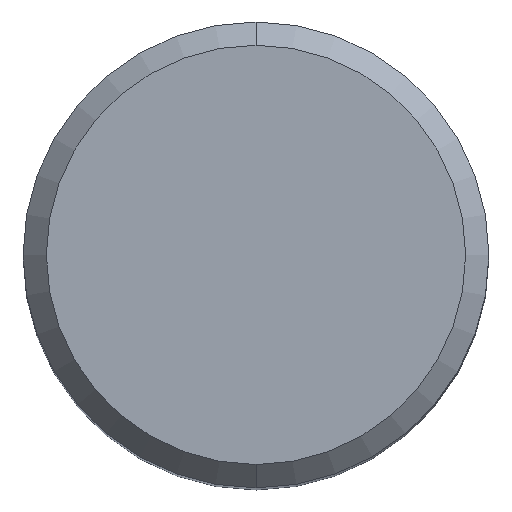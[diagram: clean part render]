
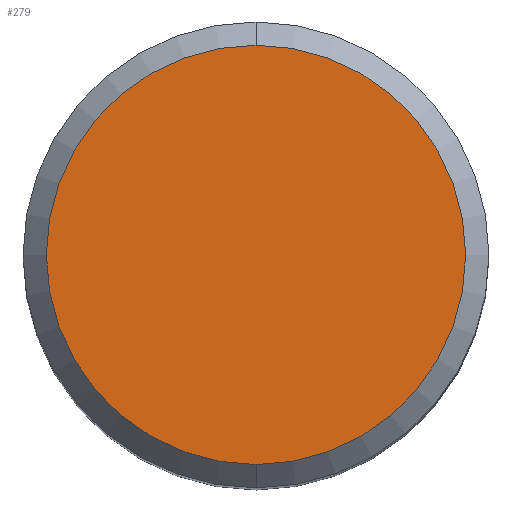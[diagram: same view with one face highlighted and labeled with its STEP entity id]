
A CAD part, top view. The second image highlights one B-rep face of the part: STEP entity #279.
In plain terms, the highlighted planar face has unit normal (0, 0, 1).
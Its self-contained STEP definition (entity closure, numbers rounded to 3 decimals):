
#227=EDGE_CURVE('',#253,#307,#532,.T.);
#237=EDGE_CURVE('',#307,#253,#542,.T.);
#253=VERTEX_POINT('',#560);
#279=ADVANCED_FACE('',(#587),#588,.T.);
#307=VERTEX_POINT('',#617);
#532=CIRCLE('',#895,7.2);
#542=CIRCLE('',#920,7.2);
#560=CARTESIAN_POINT('',(0.0,7.2,0.));
#587=FACE_OUTER_BOUND('',#1031,.T.);
#588=PLANE('',#1032);
#617=CARTESIAN_POINT('',(0.,-7.2,0.));
#895=AXIS2_PLACEMENT_3D('',#1546,#1547,#1548);
#920=AXIS2_PLACEMENT_3D('',#1551,#1552,#1553);
#1031=EDGE_LOOP('',(#1595,#1596));
#1032=AXIS2_PLACEMENT_3D('',#1597,#1598,#1599);
#1546=CARTESIAN_POINT('',(0.0,0.0,0.));
#1547=DIRECTION('',(0.0,0.0,-1.0));
#1548=DIRECTION('',(0.0,1.0,0.0));
#1551=CARTESIAN_POINT('',(0.0,0.0,0.));
#1552=DIRECTION('',(0.0,0.0,-1.0));
#1553=DIRECTION('',(0.0,1.0,0.0));
#1595=ORIENTED_EDGE('',*,*,#227,.F.);
#1596=ORIENTED_EDGE('',*,*,#237,.F.);
#1597=CARTESIAN_POINT('',(0.0,3.6,0.));
#1598=DIRECTION('',(-0.0,0.0,1.0));
#1599=DIRECTION('',(0.0,-1.0,0.0));
